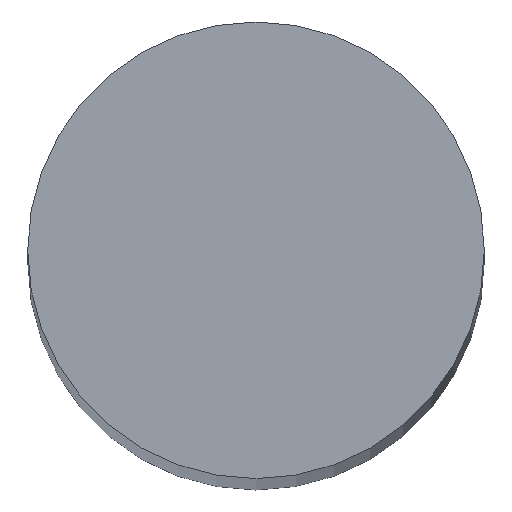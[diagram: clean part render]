
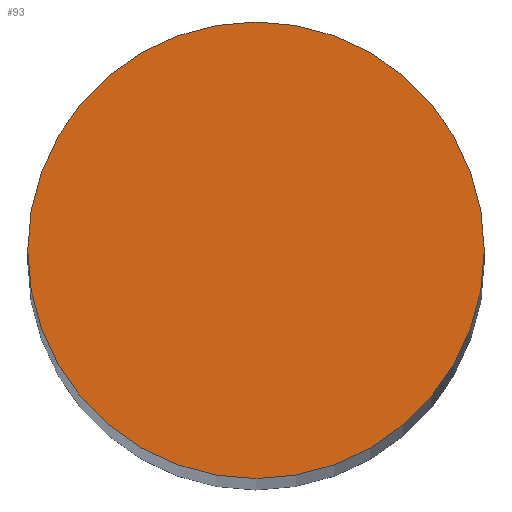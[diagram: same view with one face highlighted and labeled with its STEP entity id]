
A CAD part, top view. The second image highlights one B-rep face of the part: STEP entity #93.
In plain terms, the highlighted planar face has unit normal (0, 0, 1).
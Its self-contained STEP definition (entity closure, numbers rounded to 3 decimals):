
#2 = EDGE_CURVE ( 'NONE', #25, #25, #67, .T. ) ;
#13 = AXIS2_PLACEMENT_3D ( 'NONE', #51, #48, #47 ) ;
#16 = AXIS2_PLACEMENT_3D ( 'NONE', #46, #40, #39 ) ;
#24 = CARTESIAN_POINT ( 'NONE',  ( 35., 0., 0. ) ) ;
#25 = VERTEX_POINT ( 'NONE', #24 ) ;
#39 = DIRECTION ( 'NONE',  ( -1., 0., 0. ) ) ;
#40 = DIRECTION ( 'NONE',  ( 0., 0., -1. ) ) ;
#45 = PLANE ( 'NONE',  #16 ) ;
#46 = CARTESIAN_POINT ( 'NONE',  ( 0., 35., 0. ) ) ;
#47 = DIRECTION ( 'NONE',  ( 1., 0., 0. ) ) ;
#48 = DIRECTION ( 'NONE',  ( 0., 0., 1. ) ) ;
#51 = CARTESIAN_POINT ( 'NONE',  ( 0., 0., 0. ) ) ;
#66 = EDGE_LOOP ( 'NONE', ( #88 ) ) ;
#67 = CIRCLE ( 'NONE', #13, 35. ) ;
#77 = FACE_OUTER_BOUND ( 'NONE', #66, .T. ) ;
#88 = ORIENTED_EDGE ( 'NONE', *, *, #2, .T. ) ;
#93 = ADVANCED_FACE ( 'NONE', ( #77 ), #45, .F. ) ;
